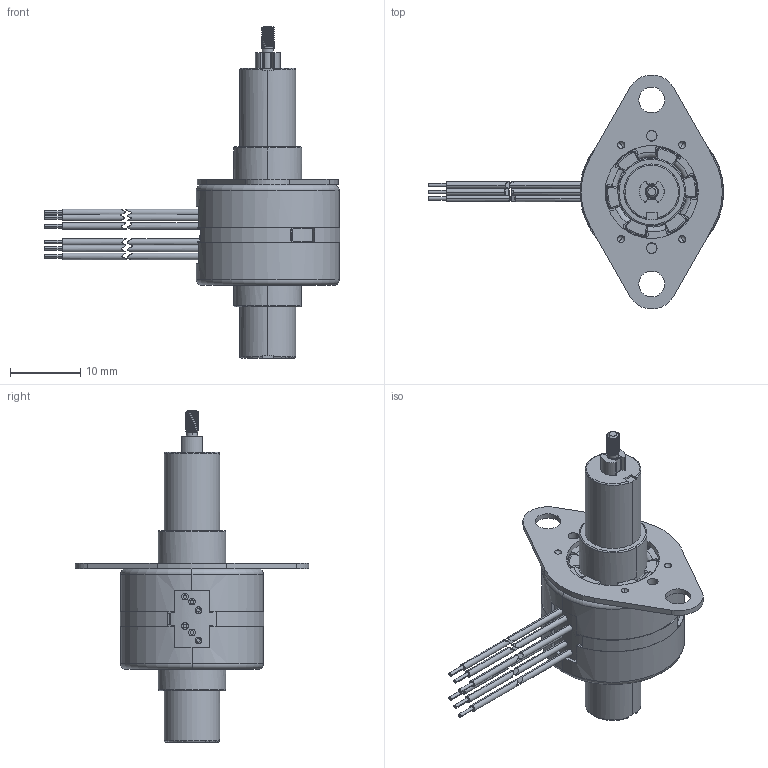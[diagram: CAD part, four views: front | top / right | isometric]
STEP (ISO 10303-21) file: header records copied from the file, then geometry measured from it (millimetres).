
FILE_DESCRIPTION((''),'2;1');
FILE_NAME('20DAM10D1B-K_ASM','2015-10-26T',('sandip.dhanwate'),(''),'PRO/ENGINEER BY PARAMETRIC TECHNOLOGY CORPORATION, 2014310','PRO/ENGINEER BY PARAMETRIC TECHNOLOGY CORPORATION, 2014310','');
FILE_SCHEMA(('CONFIG_CONTROL_DESIGN'));
Length unit declared in the file: inch
Products named in the file (9): BREP_WITH_VOIDS_27747; MANIFOLD_SOLID_BREP_27977; MANIFOLD_SOLID_BREP_28209; MANIFOLD_SOLID_BREP_28436; MANIFOLD_SOLID_BREP_28655; MANIFOLD_SOLID_BREP_28871; MANIFOLD_SOLID_BREP_29102; ASM0001_ASM; 20DAM10D1B-K_ASM
Assembly tree (8 placements, depth 3):
  20DAM10D1B-K_ASM
    ASM0001_ASM
      BREP_WITH_VOIDS_27747
      MANIFOLD_SOLID_BREP_27977
      MANIFOLD_SOLID_BREP_28209
      MANIFOLD_SOLID_BREP_28436
      MANIFOLD_SOLID_BREP_28655
      MANIFOLD_SOLID_BREP_28871
      MANIFOLD_SOLID_BREP_29102
Bounding box: 41.97 x 33.25 x 47.19 mm (x, y, z)
Volume: 6119.9 mm3; surface area: 5166.2 mm2
Topology: 7 solids, 12 shells, 628 faces, 1761 edges, 1182 vertices
Faces by surface type: cylinder 274, plane 211, torus 104, bspline 15, extrusion 12, sphere 8, cone 4
Entity records: 25892 total; most frequent: CARTESIAN_POINT 9099, DIRECTION 3604, ORIENTED_EDGE 3506, EDGE_CURVE 1753, AXIS2_PLACEMENT_3D 1458, VERTEX_POINT 1182, CIRCLE 832, VECTOR 688
